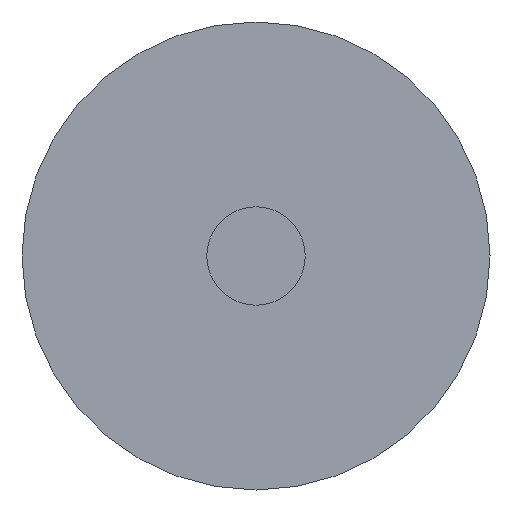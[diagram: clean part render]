
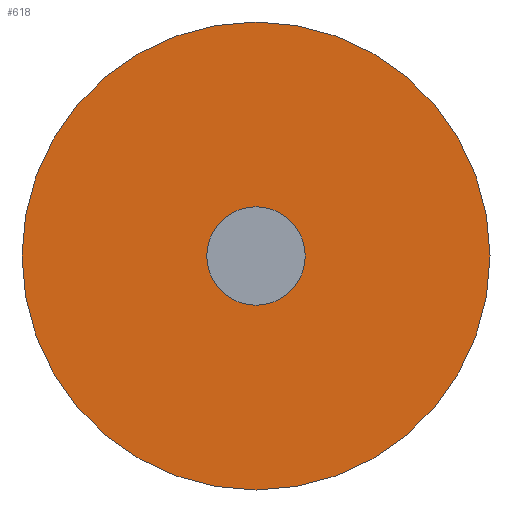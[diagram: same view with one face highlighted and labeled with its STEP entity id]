
A CAD part, front view. The second image highlights one B-rep face of the part: STEP entity #618.
In plain terms, the highlighted planar face has unit normal (0, -1, 0).
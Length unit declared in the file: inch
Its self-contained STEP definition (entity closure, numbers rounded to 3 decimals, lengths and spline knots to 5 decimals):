
#1 = CARTESIAN_POINT ( 'NONE',  ( 0., 0., 0. ) ) ;
#38 = EDGE_LOOP ( 'NONE', ( #720, #644 ) ) ;
#57 = CARTESIAN_POINT ( 'NONE',  ( 0., 0., 0.0475 ) ) ;
#69 = DIRECTION ( 'NONE',  ( 0., -1., 0. ) ) ;
#72 = DIRECTION ( 'NONE',  ( 0., 1., 0. ) ) ;
#103 = VERTEX_POINT ( 'NONE', #730 ) ;
#117 = DIRECTION ( 'NONE',  ( 0., -1., 0. ) ) ;
#125 = CIRCLE ( 'NONE', #540, 0.01 ) ;
#130 = VERTEX_POINT ( 'NONE', #864 ) ;
#139 = FACE_OUTER_BOUND ( 'NONE', #386, .T. ) ;
#148 = DIRECTION ( 'NONE',  ( 0., 0., 1. ) ) ;
#162 = VERTEX_POINT ( 'NONE', #805 ) ;
#182 = CIRCLE ( 'NONE', #771, 0.0475 ) ;
#235 = CIRCLE ( 'NONE', #511, 0.01 ) ;
#272 = DIRECTION ( 'NONE',  ( 0., 0., 1. ) ) ;
#284 = AXIS2_PLACEMENT_3D ( 'NONE', #1, #72, #148 ) ;
#371 = FACE_BOUND ( 'NONE', #38, .T. ) ;
#374 = CARTESIAN_POINT ( 'NONE',  ( 0., 0., 0. ) ) ;
#386 = EDGE_LOOP ( 'NONE', ( #508, #451 ) ) ;
#420 = EDGE_CURVE ( 'NONE', #103, #803, #600, .T. ) ;
#451 = ORIENTED_EDGE ( 'NONE', *, *, #502, .F. ) ;
#470 = AXIS2_PLACEMENT_3D ( 'NONE', #374, #533, #757 ) ;
#474 = CARTESIAN_POINT ( 'NONE',  ( 0., 0., 0. ) ) ;
#489 = DIRECTION ( 'NONE',  ( 0., 1., 0. ) ) ;
#490 = CARTESIAN_POINT ( 'NONE',  ( 0., 0., 0. ) ) ;
#502 = EDGE_CURVE ( 'NONE', #803, #103, #182, .T. ) ;
#508 = ORIENTED_EDGE ( 'NONE', *, *, #420, .F. ) ;
#511 = AXIS2_PLACEMENT_3D ( 'NONE', #474, #117, #839 ) ;
#533 = DIRECTION ( 'NONE',  ( 0., 1., 0. ) ) ;
#540 = AXIS2_PLACEMENT_3D ( 'NONE', #490, #69, #930 ) ;
#600 = CIRCLE ( 'NONE', #284, 0.0475 ) ;
#618 = ADVANCED_FACE ( 'NONE', ( #371, #139 ), #693, .F. ) ;
#644 = ORIENTED_EDGE ( 'NONE', *, *, #753, .F. ) ;
#693 = PLANE ( 'NONE',  #470 ) ;
#720 = ORIENTED_EDGE ( 'NONE', *, *, #862, .F. ) ;
#730 = CARTESIAN_POINT ( 'NONE',  ( 0., 0., -0.0475 ) ) ;
#753 = EDGE_CURVE ( 'NONE', #162, #130, #235, .T. ) ;
#757 = DIRECTION ( 'NONE',  ( 0., 0., 1. ) ) ;
#771 = AXIS2_PLACEMENT_3D ( 'NONE', #925, #489, #272 ) ;
#803 = VERTEX_POINT ( 'NONE', #57 ) ;
#805 = CARTESIAN_POINT ( 'NONE',  ( 0., 0., -0.01 ) ) ;
#839 = DIRECTION ( 'NONE',  ( 0., 0., 1. ) ) ;
#862 = EDGE_CURVE ( 'NONE', #130, #162, #125, .T. ) ;
#864 = CARTESIAN_POINT ( 'NONE',  ( 0., 0., 0.01 ) ) ;
#925 = CARTESIAN_POINT ( 'NONE',  ( 0., 0., 0. ) ) ;
#930 = DIRECTION ( 'NONE',  ( 0., 0., 1. ) ) ;
